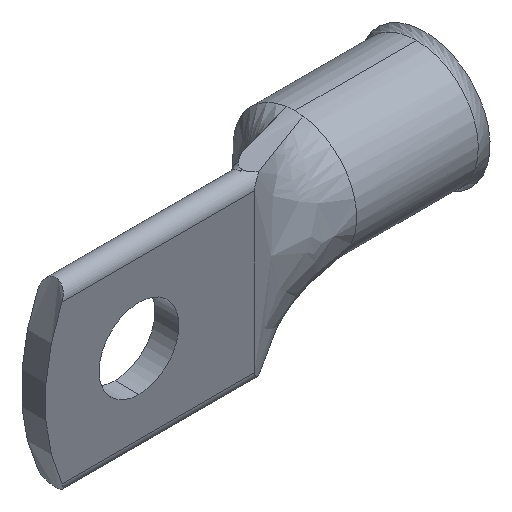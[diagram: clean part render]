
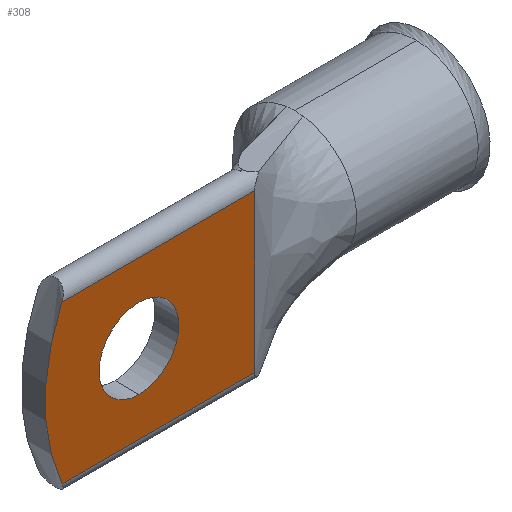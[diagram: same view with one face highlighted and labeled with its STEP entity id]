
A CAD part, isometric view. The second image highlights one B-rep face of the part: STEP entity #308.
In plain terms, the highlighted planar face has unit normal (0, -1, 0).
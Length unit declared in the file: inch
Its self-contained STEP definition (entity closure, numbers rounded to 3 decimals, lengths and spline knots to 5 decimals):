
#30 = CARTESIAN_POINT ( 'NONE',  ( 0.525, -0.06, 0.395 ) ) ;
#248 = PLANE ( 'NONE',  #4269 ) ;
#273 = DIRECTION ( 'NONE',  ( 0., 0., -1. ) ) ;
#308 = ADVANCED_FACE ( 'NONE', ( #3661, #1817 ), #248, .T. ) ;
#544 = DIRECTION ( 'NONE',  ( 1., 0., 0. ) ) ;
#612 = ORIENTED_EDGE ( 'NONE', *, *, #4121, .F. ) ;
#615 = ORIENTED_EDGE ( 'NONE', *, *, #1649, .T. ) ;
#712 = CARTESIAN_POINT ( 'NONE',  ( -0.44095, -0.06, 0.395 ) ) ;
#770 = VECTOR ( 'NONE', #4451, 39.37008 ) ;
#809 = CARTESIAN_POINT ( 'NONE',  ( 0.525, -0.06, 0. ) ) ;
#866 = CARTESIAN_POINT ( 'NONE',  ( -0.44095, -0.06, -0.395 ) ) ;
#1007 = VERTEX_POINT ( 'NONE', #866 ) ;
#1014 = AXIS2_PLACEMENT_3D ( 'NONE', #4808, #2179, #1026 ) ;
#1026 = DIRECTION ( 'NONE',  ( 0., 0., -1. ) ) ;
#1085 = AXIS2_PLACEMENT_3D ( 'NONE', #1143, #1563, #3786 ) ;
#1116 = CARTESIAN_POINT ( 'NONE',  ( -0.055, -0.06, 0.2 ) ) ;
#1143 = CARTESIAN_POINT ( 'NONE',  ( 0.44516, -0.06, 0. ) ) ;
#1166 = LINE ( 'NONE', #4232, #3149 ) ;
#1463 = CARTESIAN_POINT ( 'NONE',  ( -0.055, -0.06, 0. ) ) ;
#1563 = DIRECTION ( 'NONE',  ( 0., -1., 0. ) ) ;
#1649 = EDGE_CURVE ( 'NONE', #2718, #1007, #2040, .T. ) ;
#1651 = EDGE_CURVE ( 'NONE', #1007, #3347, #1166, .T. ) ;
#1677 = ORIENTED_EDGE ( 'NONE', *, *, #3013, .T. ) ;
#1771 = DIRECTION ( 'NONE',  ( 0., -1., 0. ) ) ;
#1781 = EDGE_LOOP ( 'NONE', ( #615, #3565, #2346, #1677 ) ) ;
#1817 = FACE_OUTER_BOUND ( 'NONE', #1781, .T. ) ;
#1848 = VERTEX_POINT ( 'NONE', #4324 ) ;
#2040 = CIRCLE ( 'NONE', #1085, 0.97016 ) ;
#2179 = DIRECTION ( 'NONE',  ( 0., -1., 0. ) ) ;
#2237 = CARTESIAN_POINT ( 'NONE',  ( -0.44095, -0.06, 0.395 ) ) ;
#2261 = LINE ( 'NONE', #809, #3069 ) ;
#2346 = ORIENTED_EDGE ( 'NONE', *, *, #4629, .T. ) ;
#2451 = CIRCLE ( 'NONE', #1014, 0.2 ) ;
#2532 = CIRCLE ( 'NONE', #3471, 0.2 ) ;
#2557 = ORIENTED_EDGE ( 'NONE', *, *, #3776, .F. ) ;
#2571 = CARTESIAN_POINT ( 'NONE',  ( 0.525, -0.06, -0.395 ) ) ;
#2718 = VERTEX_POINT ( 'NONE', #712 ) ;
#2982 = DIRECTION ( 'NONE',  ( 0., -1., 0. ) ) ;
#3013 = EDGE_CURVE ( 'NONE', #4735, #2718, #4496, .T. ) ;
#3069 = VECTOR ( 'NONE', #3879, 39.37008 ) ;
#3149 = VECTOR ( 'NONE', #544, 39.37008 ) ;
#3316 = DIRECTION ( 'NONE',  ( 0., 0., -1. ) ) ;
#3324 = EDGE_LOOP ( 'NONE', ( #2557, #612 ) ) ;
#3347 = VERTEX_POINT ( 'NONE', #2571 ) ;
#3471 = AXIS2_PLACEMENT_3D ( 'NONE', #1463, #2982, #3316 ) ;
#3565 = ORIENTED_EDGE ( 'NONE', *, *, #1651, .T. ) ;
#3661 = FACE_BOUND ( 'NONE', #3324, .T. ) ;
#3765 = VERTEX_POINT ( 'NONE', #1116 ) ;
#3776 = EDGE_CURVE ( 'NONE', #3765, #1848, #2532, .T. ) ;
#3786 = DIRECTION ( 'NONE',  ( 0., 0., -1. ) ) ;
#3879 = DIRECTION ( 'NONE',  ( 0., 0., 1. ) ) ;
#4088 = CARTESIAN_POINT ( 'NONE',  ( 0.44516, -0.06, 0. ) ) ;
#4121 = EDGE_CURVE ( 'NONE', #1848, #3765, #2451, .T. ) ;
#4232 = CARTESIAN_POINT ( 'NONE',  ( 0.44516, -0.06, -0.395 ) ) ;
#4269 = AXIS2_PLACEMENT_3D ( 'NONE', #4088, #1771, #273 ) ;
#4324 = CARTESIAN_POINT ( 'NONE',  ( -0.055, -0.06, -0.2 ) ) ;
#4451 = DIRECTION ( 'NONE',  ( -1., 0., 0. ) ) ;
#4496 = LINE ( 'NONE', #2237, #770 ) ;
#4629 = EDGE_CURVE ( 'NONE', #3347, #4735, #2261, .T. ) ;
#4735 = VERTEX_POINT ( 'NONE', #30 ) ;
#4808 = CARTESIAN_POINT ( 'NONE',  ( -0.055, -0.06, 0. ) ) ;
